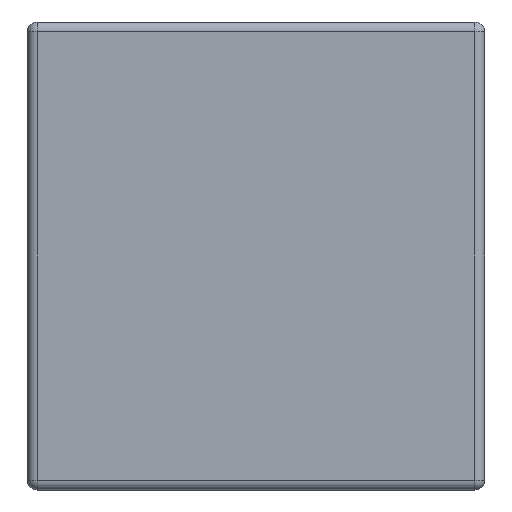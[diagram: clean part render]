
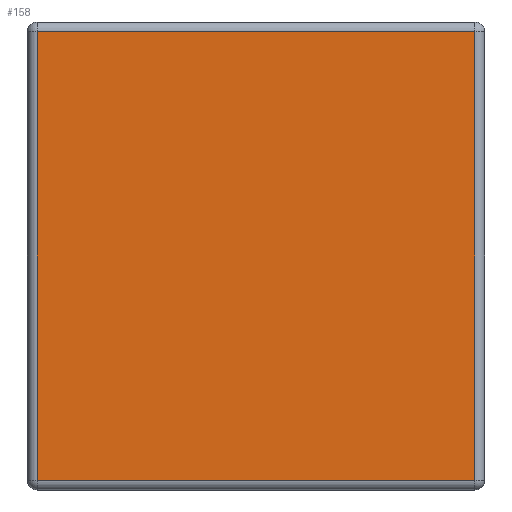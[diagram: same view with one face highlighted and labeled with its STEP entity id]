
A CAD part, left-side view. The second image highlights one B-rep face of the part: STEP entity #158.
In plain terms, the highlighted planar face has unit normal (-1, 0, 0).
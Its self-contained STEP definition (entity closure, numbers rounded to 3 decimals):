
#158=ADVANCED_FACE('NONE',(#349),#350,.T.);
#349=FACE_OUTER_BOUND('',#636,.T.);
#350=PLANE('',#637);
#636=EDGE_LOOP('',(#1085,#1086,#1087,#1088));
#637=AXIS2_PLACEMENT_3D('',#1089,#1090,#1091);
#1085=ORIENTED_EDGE('',*,*,#1679,.T.);
#1086=ORIENTED_EDGE('',*,*,#1680,.T.);
#1087=ORIENTED_EDGE('',*,*,#1681,.T.);
#1088=ORIENTED_EDGE('',*,*,#1682,.T.);
#1089=CARTESIAN_POINT('',(0.0,0.0,0.0));
#1090=DIRECTION('',(-1.0,0.0,0.0));
#1091=DIRECTION('',(0.0,0.0,1.0));
#1679=EDGE_CURVE('NONE',#2436,#2437,#2438,.T.);
#1680=EDGE_CURVE('NONE',#2437,#2439,#2440,.T.);
#1681=EDGE_CURVE('NONE',#2439,#2441,#2442,.T.);
#1682=EDGE_CURVE('NONE',#2441,#2436,#2443,.T.);
#2436=VERTEX_POINT('NONE',#3069);
#2437=VERTEX_POINT('NONE',#3070);
#2438=LINE('',#3071,#3072);
#2439=VERTEX_POINT('NONE',#3073);
#2440=LINE('',#3074,#3075);
#2441=VERTEX_POINT('NONE',#3076);
#2442=LINE('',#3077,#3078);
#2443=LINE('',#3079,#3080);
#3069=CARTESIAN_POINT('',(0.0,2.104,-2.154));
#3070=CARTESIAN_POINT('',(0.0,0.046,-2.154));
#3071=CARTESIAN_POINT('',(0.0,0.0,-2.154));
#3072=VECTOR('',#3616,1000.0);
#3073=CARTESIAN_POINT('',(0.0,0.046,-0.046));
#3074=CARTESIAN_POINT('',(0.0,0.046,0.0));
#3075=VECTOR('',#3617,1000.0);
#3076=CARTESIAN_POINT('',(0.0,2.104,-0.046));
#3077=CARTESIAN_POINT('',(0.0,2.15,-0.046));
#3078=VECTOR('',#3618,1000.0);
#3079=CARTESIAN_POINT('',(0.0,2.104,-2.2));
#3080=VECTOR('',#3619,1000.0);
#3616=DIRECTION('',(-0.0,-1.0,-0.0));
#3617=DIRECTION('',(-0.0,-0.0,1.0));
#3618=DIRECTION('',(-0.0,1.0,-0.0));
#3619=DIRECTION('',(-0.0,0.0,-1.0));
